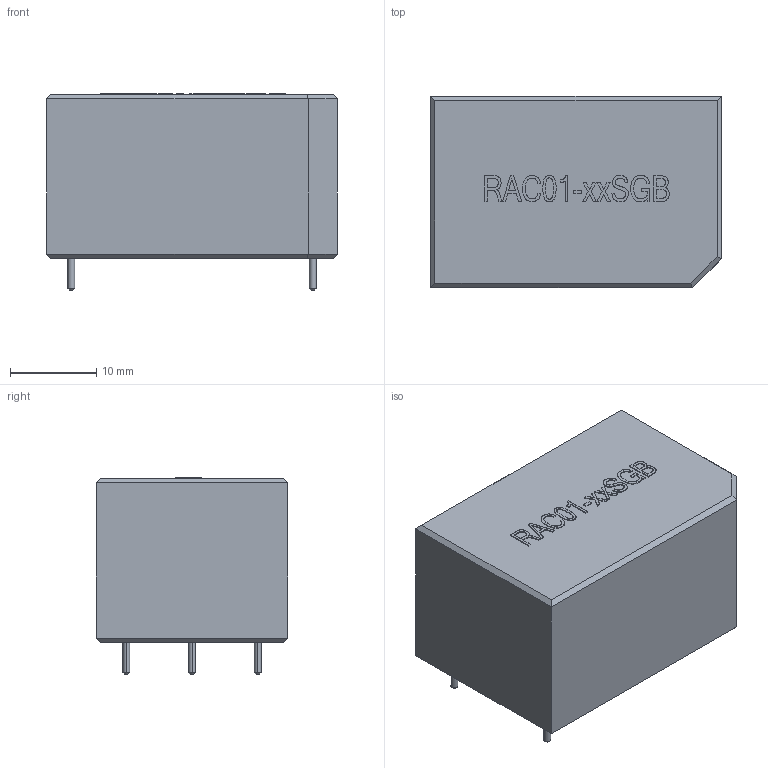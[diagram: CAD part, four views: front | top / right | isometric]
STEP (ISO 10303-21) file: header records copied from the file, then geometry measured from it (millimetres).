
FILE_DESCRIPTION (( 'STEP AP214' ), '1' );
FILE_NAME ('User Library-RAC01-xxSGB.STEP', '2020-07-15T22:56:28', ( '' ), ( '' ), 'SwSTEP 2.0', 'SolidWorks 2020', '' );
FILE_SCHEMA (( 'AUTOMOTIVE_DESIGN' ));
Length unit declared in the file: millimetre
Products named in the file (2): Imported; User Library-RAC01-xxSGB
Assembly tree (1 placements, depth 2):
  User Library-RAC01-xxSGB
    Imported
Bounding box: 33.7 x 22.2 x 22.8 mm (x, y, z)
Volume: 14089.7 mm3; surface area: 3556 mm2
Topology: 1 solids, 1 shells, 157 faces, 390 edges, 255 vertices
Faces by surface type: plane 114, bspline 24, cone 11, cylinder 8
Entity records: 7813 total; most frequent: CARTESIAN_POINT 2417, ORIENTED_EDGE 780, DIRECTION 649, EDGE_CURVE 390, LINE 309, VECTOR 309, VERTEX_POINT 255, EDGE_LOOP 177
